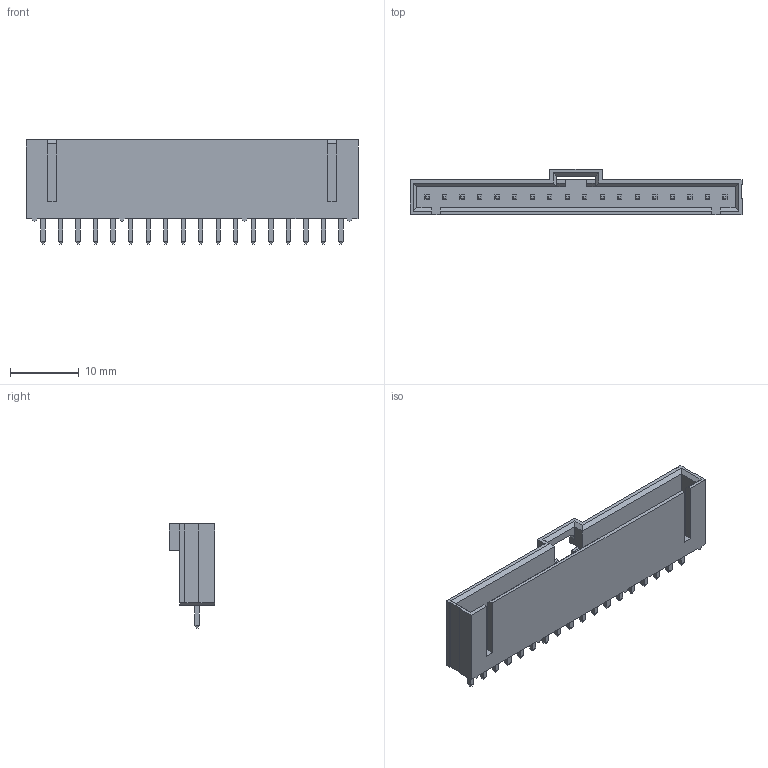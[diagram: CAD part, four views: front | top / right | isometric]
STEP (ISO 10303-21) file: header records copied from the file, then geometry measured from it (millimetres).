
FILE_DESCRIPTION((''),'2;1');
FILE_NAME('1719710018','2019-01-10T',('gga'),(''),'PRO/ENGINEER BY PARAMETRIC TECHNOLOGY CORPORATION, 2016010','PRO/ENGINEER BY PARAMETRIC TECHNOLOGY CORPORATION, 2016010','');
FILE_SCHEMA(('CONFIG_CONTROL_DESIGN'));
Length unit declared in the file: millimetre
Products named in the file (1): 1719710018
Bounding box: 48.18 x 6.6 x 15.11 mm (x, y, z)
Volume: 1570.9 mm3; surface area: 2995.1 mm2
Topology: 1 solids, 1 shells, 398 faces, 966 edges, 606 vertices
Faces by surface type: plane 396, cylinder 2
Entity records: 11231 total; most frequent: CARTESIAN_POINT 1933, ORIENTED_EDGE 1858, DIRECTION 1804, EDGE_CURVE 929, VECTOR 926, LINE 926, VERTEX_POINT 568, AXIS2_PLACEMENT_3D 439
